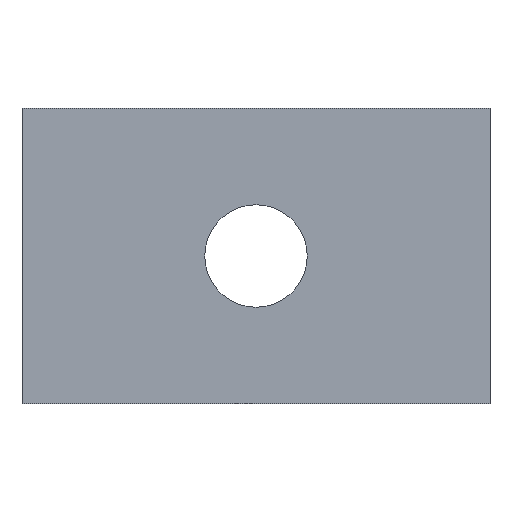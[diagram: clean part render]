
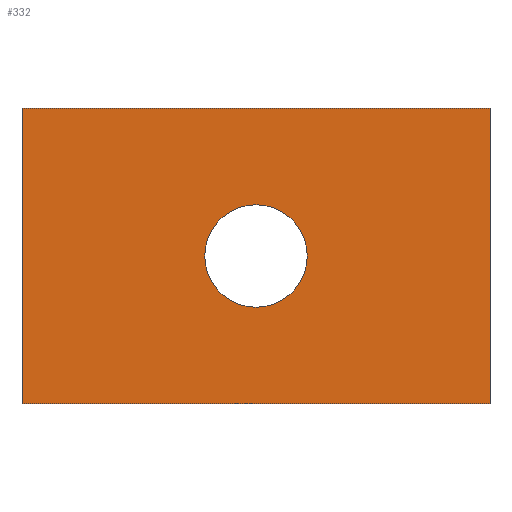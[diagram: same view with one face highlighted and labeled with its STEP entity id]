
A CAD part, front view. The second image highlights one B-rep face of the part: STEP entity #332.
In plain terms, the highlighted planar face has unit normal (0, -1, 0).
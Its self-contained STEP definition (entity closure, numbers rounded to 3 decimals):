
#33=LINE('',#515,#63);
#37=LINE('',#522,#67);
#40=LINE('',#528,#70);
#43=LINE('',#532,#73);
#63=VECTOR('',#426,18.3);
#67=VECTOR('',#432,29.);
#70=VECTOR('',#437,18.3);
#73=VECTOR('',#442,29.);
#86=PLANE('',#361);
#101=FACE_BOUND('',#150,.T.);
#118=FACE_OUTER_BOUND('',#149,.T.);
#149=EDGE_LOOP('',(#306,#307,#308,#309));
#150=EDGE_LOOP('',(#310));
#152=CIRCLE('',#337,3.175);
#162=VERTEX_POINT('',#452);
#185=VERTEX_POINT('',#513);
#186=VERTEX_POINT('',#514);
#188=VERTEX_POINT('',#521);
#190=VERTEX_POINT('',#527);
#192=EDGE_CURVE('',#162,#162,#152,.T.);
#219=EDGE_CURVE('',#185,#186,#33,.T.);
#223=EDGE_CURVE('',#188,#185,#37,.T.);
#226=EDGE_CURVE('',#190,#188,#40,.T.);
#229=EDGE_CURVE('',#186,#190,#43,.T.);
#306=ORIENTED_EDGE('',*,*,#229,.F.);
#307=ORIENTED_EDGE('',*,*,#219,.F.);
#308=ORIENTED_EDGE('',*,*,#223,.F.);
#309=ORIENTED_EDGE('',*,*,#226,.F.);
#310=ORIENTED_EDGE('',*,*,#192,.T.);
#332=ADVANCED_FACE('',(#118,#101),#86,.F.);
#337=AXIS2_PLACEMENT_3D('',#453,#368,#369);
#361=AXIS2_PLACEMENT_3D('',#535,#446,#447);
#368=DIRECTION('center_axis',(0.,1.,0.));
#369=DIRECTION('ref_axis',(1.,0.,0.));
#426=DIRECTION('',(0.,0.,-1.));
#432=DIRECTION('',(1.,0.,0.));
#437=DIRECTION('',(0.,0.,1.));
#442=DIRECTION('',(-1.,0.,0.));
#446=DIRECTION('center_axis',(0.,1.,0.));
#447=DIRECTION('ref_axis',(0.,0.,1.));
#452=CARTESIAN_POINT('',(-11.325,0.,9.15));
#453=CARTESIAN_POINT('Origin',(-14.5,0.,9.15));
#513=CARTESIAN_POINT('',(0.,0.,18.3));
#514=CARTESIAN_POINT('',(0.,0.,0.));
#515=CARTESIAN_POINT('',(0.,0.,18.3));
#521=CARTESIAN_POINT('',(-29.,0.,18.3));
#522=CARTESIAN_POINT('',(-29.,0.,18.3));
#527=CARTESIAN_POINT('',(-29.,0.,0.));
#528=CARTESIAN_POINT('',(-29.,0.,0.));
#532=CARTESIAN_POINT('',(0.,0.,0.));
#535=CARTESIAN_POINT('Origin',(-14.5,0.,9.15));
